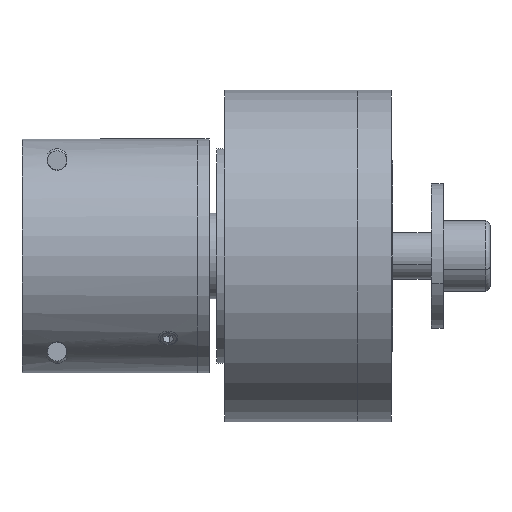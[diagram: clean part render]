
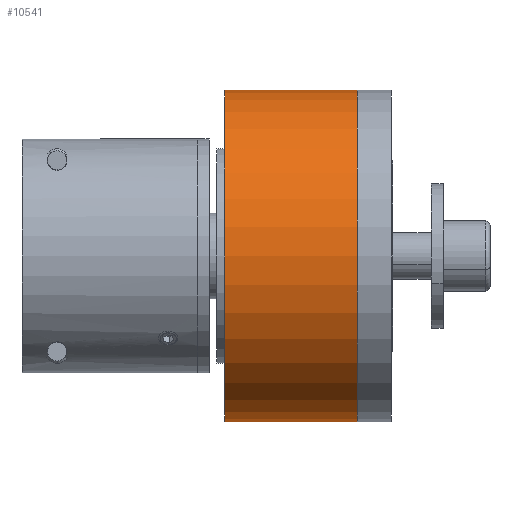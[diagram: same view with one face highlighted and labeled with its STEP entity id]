
A CAD part, front view. The second image highlights one B-rep face of the part: STEP entity #10541.
In plain terms, the highlighted cylindrical face has radius 42.5 mm (diameter 85 mm), a partial arc.
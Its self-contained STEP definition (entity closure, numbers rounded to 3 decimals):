
#130 = AXIS2_PLACEMENT_3D ( 'NONE', #3931, #17715, #11394 ) ;
#708 = CARTESIAN_POINT ( 'NONE',  ( -39.259, 0., 42.5 ) ) ;
#1203 = ORIENTED_EDGE ( 'NONE', *, *, #17585, .F. ) ;
#1365 = VECTOR ( 'NONE', #2048, 1000. ) ;
#2048 = DIRECTION ( 'NONE',  ( -1., 0., 0. ) ) ;
#2300 = CIRCLE ( 'NONE', #5013, 42.5 ) ;
#2712 = CARTESIAN_POINT ( 'NONE',  ( -39.259, 0., -42.5 ) ) ;
#3568 = EDGE_CURVE ( 'NONE', #17859, #11612, #2300, .T. ) ;
#3931 = CARTESIAN_POINT ( 'NONE',  ( 2.8, 0., 0. ) ) ;
#4267 = VECTOR ( 'NONE', #13544, 1000. ) ;
#5013 = AXIS2_PLACEMENT_3D ( 'NONE', #15354, #5869, #19939 ) ;
#5869 = DIRECTION ( 'NONE',  ( -1., 0., 0. ) ) ;
#6389 = CIRCLE ( 'NONE', #130, 42.5 ) ;
#6787 = DIRECTION ( 'NONE',  ( -1., 0., 0. ) ) ;
#8130 = LINE ( 'NONE', #2712, #4267 ) ;
#8409 = DIRECTION ( 'NONE',  ( 0., 0., 1. ) ) ;
#9172 = ORIENTED_EDGE ( 'NONE', *, *, #10465, .T. ) ;
#10465 = EDGE_CURVE ( 'NONE', #11612, #13550, #18504, .T. ) ;
#10541 = ADVANCED_FACE ( 'NONE', ( #19731 ), #16834, .T. ) ;
#10631 = CARTESIAN_POINT ( 'NONE',  ( 36.8, 0., 42.5 ) ) ;
#10665 = ORIENTED_EDGE ( 'NONE', *, *, #11267, .F. ) ;
#11267 = EDGE_CURVE ( 'NONE', #18675, #13550, #6389, .T. ) ;
#11394 = DIRECTION ( 'NONE',  ( 0., 0., 1. ) ) ;
#11612 = VERTEX_POINT ( 'NONE', #10631 ) ;
#12668 = EDGE_LOOP ( 'NONE', ( #1203, #16421, #9172, #10665 ) ) ;
#13544 = DIRECTION ( 'NONE',  ( -1., 0., 0. ) ) ;
#13550 = VERTEX_POINT ( 'NONE', #15744 ) ;
#15047 = CARTESIAN_POINT ( 'NONE',  ( 2.8, 0., -42.5 ) ) ;
#15354 = CARTESIAN_POINT ( 'NONE',  ( 36.8, 0., 0. ) ) ;
#15744 = CARTESIAN_POINT ( 'NONE',  ( 2.8, 0., 42.5 ) ) ;
#15824 = AXIS2_PLACEMENT_3D ( 'NONE', #16072, #6787, #8409 ) ;
#16072 = CARTESIAN_POINT ( 'NONE',  ( -39.259, 0., 0. ) ) ;
#16421 = ORIENTED_EDGE ( 'NONE', *, *, #3568, .T. ) ;
#16834 = CYLINDRICAL_SURFACE ( 'NONE', #15824, 42.5 ) ;
#17585 = EDGE_CURVE ( 'NONE', #17859, #18675, #8130, .T. ) ;
#17715 = DIRECTION ( 'NONE',  ( -1., 0., 0. ) ) ;
#17859 = VERTEX_POINT ( 'NONE', #18966 ) ;
#18504 = LINE ( 'NONE', #708, #1365 ) ;
#18675 = VERTEX_POINT ( 'NONE', #15047 ) ;
#18966 = CARTESIAN_POINT ( 'NONE',  ( 36.8, 0., -42.5 ) ) ;
#19731 = FACE_OUTER_BOUND ( 'NONE', #12668, .T. ) ;
#19939 = DIRECTION ( 'NONE',  ( 0., 0., 1. ) ) ;
